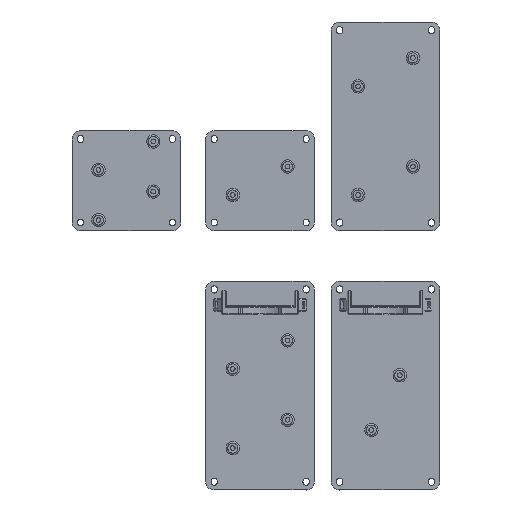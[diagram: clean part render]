
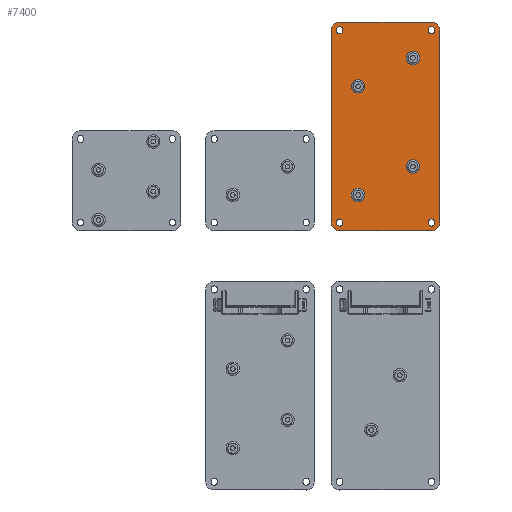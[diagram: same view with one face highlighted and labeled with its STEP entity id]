
A CAD part, top view. The second image highlights one B-rep face of the part: STEP entity #7400.
In plain terms, the highlighted planar face has unit normal (0, 0, 1).
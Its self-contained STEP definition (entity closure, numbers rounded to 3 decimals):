
#293=FACE_BOUND('',#2535,.T.);
#294=FACE_BOUND('',#2536,.T.);
#295=FACE_BOUND('',#2537,.T.);
#296=FACE_BOUND('',#2538,.T.);
#297=FACE_BOUND('',#2539,.T.);
#298=FACE_BOUND('',#2540,.T.);
#299=FACE_BOUND('',#2541,.T.);
#300=FACE_BOUND('',#2542,.T.);
#435=LINE('',#11143,#1135);
#436=LINE('',#11147,#1136);
#437=LINE('',#11151,#1137);
#438=LINE('',#11154,#1138);
#439=LINE('',#11163,#1139);
#440=LINE('',#11166,#1140);
#441=LINE('',#11171,#1141);
#442=LINE('',#11174,#1142);
#443=LINE('',#11179,#1143);
#444=LINE('',#11182,#1144);
#445=LINE('',#11187,#1145);
#446=LINE('',#11190,#1146);
#1135=VECTOR('',#8883,10.);
#1136=VECTOR('',#8886,10.);
#1137=VECTOR('',#8889,10.);
#1138=VECTOR('',#8892,10.);
#1139=VECTOR('',#8899,10.);
#1140=VECTOR('',#8902,10.);
#1141=VECTOR('',#8905,10.);
#1142=VECTOR('',#8908,10.);
#1143=VECTOR('',#8911,10.);
#1144=VECTOR('',#8914,10.);
#1145=VECTOR('',#8917,10.);
#1146=VECTOR('',#8920,10.);
#1801=PLANE('',#7956);
#2072=FACE_OUTER_BOUND('',#2534,.T.);
#2534=EDGE_LOOP('',(#5348,#5349,#5350,#5351,#5352,#5353,#5354,#5355));
#2535=EDGE_LOOP('',(#5356));
#2536=EDGE_LOOP('',(#5357));
#2537=EDGE_LOOP('',(#5358,#5359,#5360,#5361));
#2538=EDGE_LOOP('',(#5362,#5363,#5364,#5365));
#2539=EDGE_LOOP('',(#5366,#5367,#5368,#5369));
#2540=EDGE_LOOP('',(#5370,#5371,#5372,#5373));
#2541=EDGE_LOOP('',(#5374));
#2542=EDGE_LOOP('',(#5375));
#3077=CIRCLE('',#7954,4.);
#3079=CIRCLE('',#7957,5.);
#3080=CIRCLE('',#7958,5.);
#3081=CIRCLE('',#7959,5.);
#3082=CIRCLE('',#7960,5.);
#3083=CIRCLE('',#7961,4.);
#3084=CIRCLE('',#7962,4.);
#3085=CIRCLE('',#7963,1.9);
#3086=CIRCLE('',#7964,1.9);
#3087=CIRCLE('',#7965,1.9);
#3088=CIRCLE('',#7966,1.9);
#3089=CIRCLE('',#7967,1.9);
#3090=CIRCLE('',#7968,1.9);
#3091=CIRCLE('',#7969,1.9);
#3092=CIRCLE('',#7970,1.9);
#3093=CIRCLE('',#7971,4.);
#3443=VERTEX_POINT('',#11134);
#3444=VERTEX_POINT('',#11139);
#3445=VERTEX_POINT('',#11140);
#3446=VERTEX_POINT('',#11142);
#3447=VERTEX_POINT('',#11144);
#3448=VERTEX_POINT('',#11146);
#3449=VERTEX_POINT('',#11148);
#3450=VERTEX_POINT('',#11150);
#3451=VERTEX_POINT('',#11152);
#3452=VERTEX_POINT('',#11155);
#3453=VERTEX_POINT('',#11157);
#3454=VERTEX_POINT('',#11159);
#3455=VERTEX_POINT('',#11160);
#3456=VERTEX_POINT('',#11162);
#3457=VERTEX_POINT('',#11164);
#3458=VERTEX_POINT('',#11167);
#3459=VERTEX_POINT('',#11168);
#3460=VERTEX_POINT('',#11170);
#3461=VERTEX_POINT('',#11172);
#3462=VERTEX_POINT('',#11175);
#3463=VERTEX_POINT('',#11176);
#3464=VERTEX_POINT('',#11178);
#3465=VERTEX_POINT('',#11180);
#3466=VERTEX_POINT('',#11183);
#3467=VERTEX_POINT('',#11184);
#3468=VERTEX_POINT('',#11186);
#3469=VERTEX_POINT('',#11188);
#3470=VERTEX_POINT('',#11191);
#4163=EDGE_CURVE('',#3443,#3443,#3077,.T.);
#4165=EDGE_CURVE('',#3444,#3445,#3079,.T.);
#4166=EDGE_CURVE('',#3445,#3446,#435,.T.);
#4167=EDGE_CURVE('',#3446,#3447,#3080,.T.);
#4168=EDGE_CURVE('',#3447,#3448,#436,.T.);
#4169=EDGE_CURVE('',#3448,#3449,#3081,.T.);
#4170=EDGE_CURVE('',#3449,#3450,#437,.T.);
#4171=EDGE_CURVE('',#3450,#3451,#3082,.T.);
#4172=EDGE_CURVE('',#3451,#3444,#438,.T.);
#4173=EDGE_CURVE('',#3452,#3452,#3083,.T.);
#4174=EDGE_CURVE('',#3453,#3453,#3084,.T.);
#4175=EDGE_CURVE('',#3454,#3455,#3085,.T.);
#4176=EDGE_CURVE('',#3455,#3456,#439,.T.);
#4177=EDGE_CURVE('',#3456,#3457,#3086,.T.);
#4178=EDGE_CURVE('',#3457,#3454,#440,.T.);
#4179=EDGE_CURVE('',#3458,#3459,#3087,.T.);
#4180=EDGE_CURVE('',#3459,#3460,#441,.T.);
#4181=EDGE_CURVE('',#3460,#3461,#3088,.T.);
#4182=EDGE_CURVE('',#3461,#3458,#442,.T.);
#4183=EDGE_CURVE('',#3462,#3463,#3089,.T.);
#4184=EDGE_CURVE('',#3463,#3464,#443,.T.);
#4185=EDGE_CURVE('',#3464,#3465,#3090,.T.);
#4186=EDGE_CURVE('',#3465,#3462,#444,.T.);
#4187=EDGE_CURVE('',#3466,#3467,#3091,.T.);
#4188=EDGE_CURVE('',#3467,#3468,#445,.T.);
#4189=EDGE_CURVE('',#3468,#3469,#3092,.T.);
#4190=EDGE_CURVE('',#3469,#3466,#446,.T.);
#4191=EDGE_CURVE('',#3470,#3470,#3093,.T.);
#5348=ORIENTED_EDGE('',*,*,#4165,.T.);
#5349=ORIENTED_EDGE('',*,*,#4166,.T.);
#5350=ORIENTED_EDGE('',*,*,#4167,.T.);
#5351=ORIENTED_EDGE('',*,*,#4168,.T.);
#5352=ORIENTED_EDGE('',*,*,#4169,.T.);
#5353=ORIENTED_EDGE('',*,*,#4170,.T.);
#5354=ORIENTED_EDGE('',*,*,#4171,.T.);
#5355=ORIENTED_EDGE('',*,*,#4172,.T.);
#5356=ORIENTED_EDGE('',*,*,#4173,.F.);
#5357=ORIENTED_EDGE('',*,*,#4174,.F.);
#5358=ORIENTED_EDGE('',*,*,#4175,.T.);
#5359=ORIENTED_EDGE('',*,*,#4176,.T.);
#5360=ORIENTED_EDGE('',*,*,#4177,.T.);
#5361=ORIENTED_EDGE('',*,*,#4178,.T.);
#5362=ORIENTED_EDGE('',*,*,#4179,.T.);
#5363=ORIENTED_EDGE('',*,*,#4180,.T.);
#5364=ORIENTED_EDGE('',*,*,#4181,.T.);
#5365=ORIENTED_EDGE('',*,*,#4182,.T.);
#5366=ORIENTED_EDGE('',*,*,#4183,.T.);
#5367=ORIENTED_EDGE('',*,*,#4184,.T.);
#5368=ORIENTED_EDGE('',*,*,#4185,.T.);
#5369=ORIENTED_EDGE('',*,*,#4186,.T.);
#5370=ORIENTED_EDGE('',*,*,#4187,.T.);
#5371=ORIENTED_EDGE('',*,*,#4188,.T.);
#5372=ORIENTED_EDGE('',*,*,#4189,.T.);
#5373=ORIENTED_EDGE('',*,*,#4190,.T.);
#5374=ORIENTED_EDGE('',*,*,#4191,.F.);
#5375=ORIENTED_EDGE('',*,*,#4163,.F.);
#7400=ADVANCED_FACE('',(#2072,#293,#294,#295,#296,#297,#298,#299,#300),
#1801,.T.);
#7954=AXIS2_PLACEMENT_3D('',#11136,#8875,#8876);
#7956=AXIS2_PLACEMENT_3D('',#11138,#8879,#8880);
#7957=AXIS2_PLACEMENT_3D('',#11141,#8881,#8882);
#7958=AXIS2_PLACEMENT_3D('',#11145,#8884,#8885);
#7959=AXIS2_PLACEMENT_3D('',#11149,#8887,#8888);
#7960=AXIS2_PLACEMENT_3D('',#11153,#8890,#8891);
#7961=AXIS2_PLACEMENT_3D('',#11156,#8893,#8894);
#7962=AXIS2_PLACEMENT_3D('',#11158,#8895,#8896);
#7963=AXIS2_PLACEMENT_3D('',#11161,#8897,#8898);
#7964=AXIS2_PLACEMENT_3D('',#11165,#8900,#8901);
#7965=AXIS2_PLACEMENT_3D('',#11169,#8903,#8904);
#7966=AXIS2_PLACEMENT_3D('',#11173,#8906,#8907);
#7967=AXIS2_PLACEMENT_3D('',#11177,#8909,#8910);
#7968=AXIS2_PLACEMENT_3D('',#11181,#8912,#8913);
#7969=AXIS2_PLACEMENT_3D('',#11185,#8915,#8916);
#7970=AXIS2_PLACEMENT_3D('',#11189,#8918,#8919);
#7971=AXIS2_PLACEMENT_3D('',#11192,#8921,#8922);
#8875=DIRECTION('center_axis',(0.,0.,1.));
#8876=DIRECTION('ref_axis',(1.,0.,0.));
#8879=DIRECTION('center_axis',(0.,0.,1.));
#8880=DIRECTION('ref_axis',(1.,0.,0.));
#8881=DIRECTION('center_axis',(0.,0.,1.));
#8882=DIRECTION('ref_axis',(-1.,0.,0.));
#8883=DIRECTION('',(1.,0.,0.));
#8884=DIRECTION('center_axis',(0.,0.,1.));
#8885=DIRECTION('ref_axis',(0.,-1.,0.));
#8886=DIRECTION('',(0.,1.,0.));
#8887=DIRECTION('center_axis',(0.,0.,1.));
#8888=DIRECTION('ref_axis',(1.,0.,0.));
#8889=DIRECTION('',(-1.,0.,0.));
#8890=DIRECTION('center_axis',(0.,0.,1.));
#8891=DIRECTION('ref_axis',(0.,1.,0.));
#8892=DIRECTION('',(0.,-1.,0.));
#8893=DIRECTION('center_axis',(0.,0.,1.));
#8894=DIRECTION('ref_axis',(1.,0.,0.));
#8895=DIRECTION('center_axis',(0.,0.,1.));
#8896=DIRECTION('ref_axis',(1.,0.,0.));
#8897=DIRECTION('center_axis',(0.,0.,-1.));
#8898=DIRECTION('ref_axis',(1.,0.,0.));
#8899=DIRECTION('',(0.,-1.,0.));
#8900=DIRECTION('center_axis',(0.,0.,-1.));
#8901=DIRECTION('ref_axis',(-1.,0.,0.));
#8902=DIRECTION('',(0.,1.,0.));
#8903=DIRECTION('center_axis',(0.,0.,-1.));
#8904=DIRECTION('ref_axis',(-1.,0.,0.));
#8905=DIRECTION('',(0.,1.,0.));
#8906=DIRECTION('center_axis',(0.,0.,-1.));
#8907=DIRECTION('ref_axis',(1.,0.,0.));
#8908=DIRECTION('',(0.,-1.,0.));
#8909=DIRECTION('center_axis',(0.,0.,-1.));
#8910=DIRECTION('ref_axis',(-1.,0.,0.));
#8911=DIRECTION('',(0.,1.,0.));
#8912=DIRECTION('center_axis',(0.,0.,-1.));
#8913=DIRECTION('ref_axis',(1.,0.,0.));
#8914=DIRECTION('',(0.,-1.,0.));
#8915=DIRECTION('center_axis',(0.,0.,-1.));
#8916=DIRECTION('ref_axis',(1.,0.,0.));
#8917=DIRECTION('',(0.,-1.,0.));
#8918=DIRECTION('center_axis',(0.,0.,-1.));
#8919=DIRECTION('ref_axis',(-1.,0.,0.));
#8920=DIRECTION('',(0.,1.,0.));
#8921=DIRECTION('center_axis',(0.,0.,1.));
#8922=DIRECTION('ref_axis',(1.,0.,0.));
#11134=CARTESIAN_POINT('',(57.9,53.5,3.));
#11136=CARTESIAN_POINT('Origin',(53.9,53.5,3.));
#11138=CARTESIAN_POINT('Origin',(37.5,77.5,3.));
#11139=CARTESIAN_POINT('',(5.,20.,3.));
#11140=CARTESIAN_POINT('',(10.,15.,3.));
#11141=CARTESIAN_POINT('Origin',(10.,20.,3.));
#11142=CARTESIAN_POINT('',(65.,15.,3.));
#11143=CARTESIAN_POINT('',(65.,15.,3.));
#11144=CARTESIAN_POINT('',(70.,20.,3.));
#11145=CARTESIAN_POINT('Origin',(65.,20.,3.));
#11146=CARTESIAN_POINT('',(70.,135.,3.));
#11147=CARTESIAN_POINT('',(70.,135.,3.));
#11148=CARTESIAN_POINT('',(65.,140.,3.));
#11149=CARTESIAN_POINT('Origin',(65.,135.,3.));
#11150=CARTESIAN_POINT('',(10.,140.,3.));
#11151=CARTESIAN_POINT('',(10.,140.,3.));
#11152=CARTESIAN_POINT('',(5.,135.,3.));
#11153=CARTESIAN_POINT('Origin',(10.,135.,3.));
#11154=CARTESIAN_POINT('',(5.,20.,3.));
#11155=CARTESIAN_POINT('',(57.9,118.5,3.));
#11156=CARTESIAN_POINT('Origin',(53.9,118.5,3.));
#11157=CARTESIAN_POINT('',(25.1,36.5,3.));
#11158=CARTESIAN_POINT('Origin',(21.1,36.5,3.));
#11159=CARTESIAN_POINT('',(63.1,20.25,3.));
#11160=CARTESIAN_POINT('',(66.9,20.25,3.));
#11161=CARTESIAN_POINT('Origin',(65.,20.25,3.));
#11162=CARTESIAN_POINT('',(66.9,19.75,3.));
#11163=CARTESIAN_POINT('',(66.9,19.75,3.));
#11164=CARTESIAN_POINT('',(63.1,19.75,3.));
#11165=CARTESIAN_POINT('Origin',(65.,19.75,3.));
#11166=CARTESIAN_POINT('',(63.1,20.25,3.));
#11167=CARTESIAN_POINT('',(11.9,19.75,3.));
#11168=CARTESIAN_POINT('',(8.1,19.75,3.));
#11169=CARTESIAN_POINT('Origin',(10.,19.75,3.));
#11170=CARTESIAN_POINT('',(8.1,20.25,3.));
#11171=CARTESIAN_POINT('',(8.1,19.75,3.));
#11172=CARTESIAN_POINT('',(11.9,20.25,3.));
#11173=CARTESIAN_POINT('Origin',(10.,20.25,3.));
#11174=CARTESIAN_POINT('',(11.9,20.25,3.));
#11175=CARTESIAN_POINT('',(66.9,134.75,3.));
#11176=CARTESIAN_POINT('',(63.1,134.75,3.));
#11177=CARTESIAN_POINT('Origin',(65.,134.75,3.));
#11178=CARTESIAN_POINT('',(63.1,135.25,3.));
#11179=CARTESIAN_POINT('',(63.1,134.75,3.));
#11180=CARTESIAN_POINT('',(66.9,135.25,3.));
#11181=CARTESIAN_POINT('Origin',(65.,135.25,3.));
#11182=CARTESIAN_POINT('',(66.9,135.25,3.));
#11183=CARTESIAN_POINT('',(8.1,135.25,3.));
#11184=CARTESIAN_POINT('',(11.9,135.25,3.));
#11185=CARTESIAN_POINT('Origin',(10.,135.25,3.));
#11186=CARTESIAN_POINT('',(11.9,134.75,3.));
#11187=CARTESIAN_POINT('',(11.9,134.75,3.));
#11188=CARTESIAN_POINT('',(8.1,134.75,3.));
#11189=CARTESIAN_POINT('Origin',(10.,134.75,3.));
#11190=CARTESIAN_POINT('',(8.1,135.25,3.));
#11191=CARTESIAN_POINT('',(25.1,101.5,3.));
#11192=CARTESIAN_POINT('Origin',(21.1,101.5,3.));
